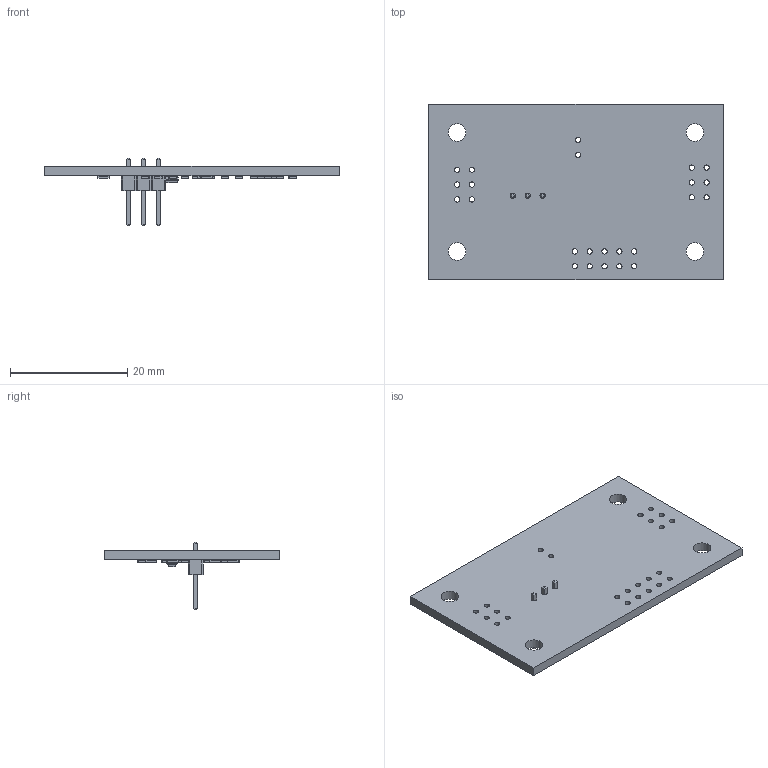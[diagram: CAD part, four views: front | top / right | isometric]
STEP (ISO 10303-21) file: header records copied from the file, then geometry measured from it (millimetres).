
FILE_DESCRIPTION(('KiCad electronic assembly'),'2;1');
FILE_NAME('PCRD01.step','2023-04-12T15:22:42',('Pcbnew'),('Kicad'), 'Open CASCADE STEP processor 7.5','KiCad to STEP converter','Unknown' );
FILE_SCHEMA(('AUTOMOTIVE_DESIGN { 1 0 10303 214 1 1 1 1 }'));
Length unit declared in the file: millimetre
Products named in the file (8): PCRD01 1; R_0805_2012Metric; SOLID; PinHeader_1x03_P2.54mm_Vertical; SOT-23; tmp90wo8kwa PCB
Assembly tree (30 placements, depth 3):
  PCRD01 1
    R_0805_2012Metric  x24
      SOLID
    PinHeader_1x03_P2.54mm_Vertical
      SOLID
    SOT-23
      SOLID
    tmp90wo8kwa PCB
Bounding box: 50.29 x 29.97 x 11.54 mm (x, y, z)
Volume: 2426.1 mm3; surface area: 3724.1 mm2
Topology: 27 solids, 27 shells, 813 faces, 2097 edges, 1344 vertices
Faces by surface type: plane 551, cylinder 235, bspline 27
Full cylindrical faces by diameter (mm): 0.889 x3, 0.9 x24, 3 x4
Entity records: 15122 total; most frequent: CARTESIAN_POINT 2903, DIRECTION 1973, LINE 1311, VECTOR 1311, ORIENTED_EDGE 1066, PCURVE 1066, DEFINITIONAL_REPRESENTATION 1066, EDGE_CURVE 533
